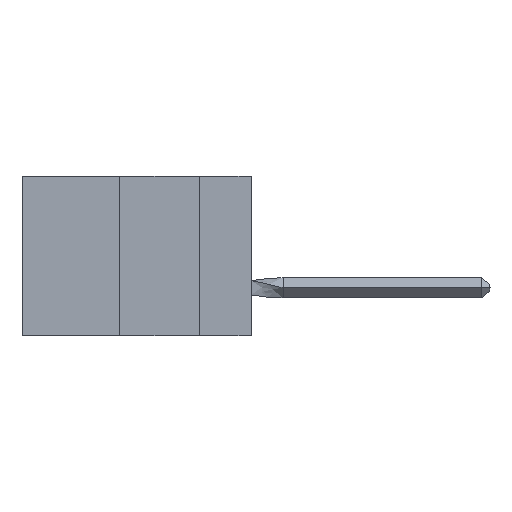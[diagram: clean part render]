
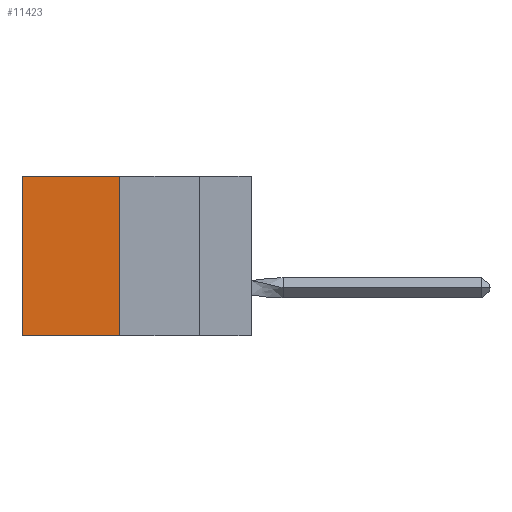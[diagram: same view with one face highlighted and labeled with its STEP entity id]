
A CAD part, left-side view. The second image highlights one B-rep face of the part: STEP entity #11423.
In plain terms, the highlighted planar face has unit normal (-1, 0, 0).
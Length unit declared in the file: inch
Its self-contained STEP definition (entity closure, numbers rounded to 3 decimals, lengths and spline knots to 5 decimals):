
#346 = CARTESIAN_POINT ( 'NONE',  ( 0.305, 0.413, -0.5 ) ) ;
#969 = CARTESIAN_POINT ( 'NONE',  ( 0.305, 0.413, -0.5 ) ) ;
#1332 = CARTESIAN_POINT ( 'NONE',  ( 0.305, 0.413, 0. ) ) ;
#1682 = ORIENTED_EDGE ( 'NONE', *, *, #5304, .T. ) ;
#2553 = CARTESIAN_POINT ( 'NONE',  ( 0.305, 0.72, -0.5 ) ) ;
#3027 = ORIENTED_EDGE ( 'NONE', *, *, #15252, .F. ) ;
#5304 = EDGE_CURVE ( 'NONE', #6350, #24294, #12476, .T. ) ;
#6350 = VERTEX_POINT ( 'NONE', #20544 ) ;
#6570 = DIRECTION ( 'NONE',  ( 0., 0., -1. ) ) ;
#7924 = EDGE_LOOP ( 'NONE', ( #27024, #3027, #8548, #1682 ) ) ;
#8548 = ORIENTED_EDGE ( 'NONE', *, *, #15805, .F. ) ;
#10197 = LINE ( 'NONE', #11651, #17085 ) ;
#11423 = ADVANCED_FACE ( 'NONE', ( #15795 ), #21138, .F. ) ;
#11651 = CARTESIAN_POINT ( 'NONE',  ( 0.305, 0.413, -0.5 ) ) ;
#12476 = LINE ( 'NONE', #1332, #12854 ) ;
#12854 = VECTOR ( 'NONE', #28453, 39.37008 ) ;
#15252 = EDGE_CURVE ( 'NONE', #16280, #27835, #20900, .T. ) ;
#15795 = FACE_OUTER_BOUND ( 'NONE', #7924, .T. ) ;
#15805 = EDGE_CURVE ( 'NONE', #6350, #16280, #10197, .T. ) ;
#16280 = VERTEX_POINT ( 'NONE', #969 ) ;
#17085 = VECTOR ( 'NONE', #26156, 39.37008 ) ;
#17502 = DIRECTION ( 'NONE',  ( 0., 1., 0. ) ) ;
#18281 = LINE ( 'NONE', #2553, #23984 ) ;
#18950 = EDGE_CURVE ( 'NONE', #24294, #27835, #18281, .T. ) ;
#19694 = DIRECTION ( 'NONE',  ( 0., 0., -1. ) ) ;
#20544 = CARTESIAN_POINT ( 'NONE',  ( 0.305, 0.413, 0. ) ) ;
#20895 = CARTESIAN_POINT ( 'NONE',  ( 0.305, 0.72, -0.5 ) ) ;
#20900 = LINE ( 'NONE', #346, #25825 ) ;
#21138 = PLANE ( 'NONE',  #21883 ) ;
#21883 = AXIS2_PLACEMENT_3D ( 'NONE', #28348, #23663, #6570 ) ;
#23663 = DIRECTION ( 'NONE',  ( 1., 0., 0. ) ) ;
#23984 = VECTOR ( 'NONE', #19694, 39.37008 ) ;
#24294 = VERTEX_POINT ( 'NONE', #29656 ) ;
#25825 = VECTOR ( 'NONE', #17502, 39.37008 ) ;
#26156 = DIRECTION ( 'NONE',  ( 0., 0., -1. ) ) ;
#27024 = ORIENTED_EDGE ( 'NONE', *, *, #18950, .T. ) ;
#27835 = VERTEX_POINT ( 'NONE', #20895 ) ;
#28348 = CARTESIAN_POINT ( 'NONE',  ( 0.305, 0.413, -0.5 ) ) ;
#28453 = DIRECTION ( 'NONE',  ( 0., 1., 0. ) ) ;
#29656 = CARTESIAN_POINT ( 'NONE',  ( 0.305, 0.72, 0. ) ) ;
